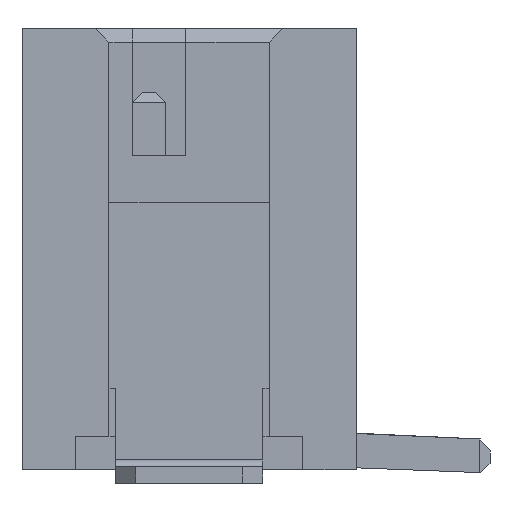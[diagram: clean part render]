
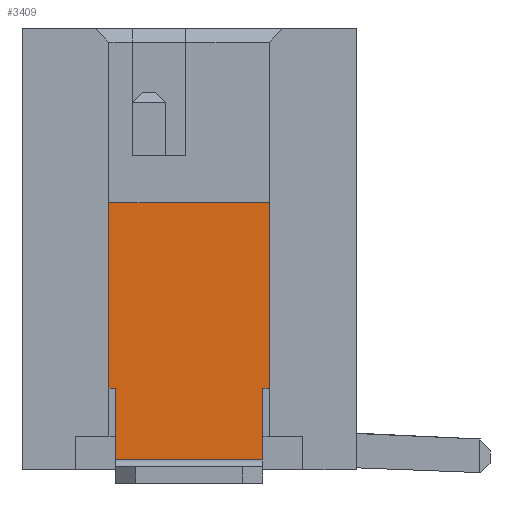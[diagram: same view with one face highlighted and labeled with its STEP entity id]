
A CAD part, left-side view. The second image highlights one B-rep face of the part: STEP entity #3409.
In plain terms, the highlighted planar face has unit normal (-1, 0, 0).
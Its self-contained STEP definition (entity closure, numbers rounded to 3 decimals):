
#23 = CARTESIAN_POINT ( 'NONE',  ( -1.938, 5.25, 6.973 ) ) ;
#478 = ORIENTED_EDGE ( 'NONE', *, *, #9241, .T. ) ;
#564 = CARTESIAN_POINT ( 'NONE',  ( -1.938, 7.55, 8.196 ) ) ;
#577 = CARTESIAN_POINT ( 'NONE',  ( -1.938, 5.35, 7.473 ) ) ;
#733 = ORIENTED_EDGE ( 'NONE', *, *, #2062, .T. ) ;
#767 = LINE ( 'NONE', #577, #2688 ) ;
#773 = VECTOR ( 'NONE', #3194, 1000. ) ;
#794 = ORIENTED_EDGE ( 'NONE', *, *, #1752, .F. ) ;
#823 = LINE ( 'NONE', #8464, #1068 ) ;
#834 = DIRECTION ( 'NONE',  ( 0., 0., -1. ) ) ;
#863 = CARTESIAN_POINT ( 'NONE',  ( -1.938, 7.55, 7.123 ) ) ;
#1068 = VECTOR ( 'NONE', #4579, 1000. ) ;
#1195 = ORIENTED_EDGE ( 'NONE', *, *, #3907, .T. ) ;
#1276 = LINE ( 'NONE', #9480, #773 ) ;
#1358 = DIRECTION ( 'NONE',  ( 0., 0., -1. ) ) ;
#1398 = AXIS2_PLACEMENT_3D ( 'NONE', #23, #5654, #834 ) ;
#1752 = EDGE_CURVE ( 'NONE', #8679, #2615, #767, .T. ) ;
#1837 = LINE ( 'NONE', #5786, #3738 ) ;
#1885 = VERTEX_POINT ( 'NONE', #863 ) ;
#2062 = EDGE_CURVE ( 'NONE', #7237, #10001, #1276, .T. ) ;
#2212 = LINE ( 'NONE', #7065, #6459 ) ;
#2331 = EDGE_LOOP ( 'NONE', ( #2713, #478, #794, #10011, #733, #1195, #6126, #3114 ) ) ;
#2615 = VERTEX_POINT ( 'NONE', #9583 ) ;
#2688 = VECTOR ( 'NONE', #1358, 1000. ) ;
#2713 = ORIENTED_EDGE ( 'NONE', *, *, #4432, .T. ) ;
#2950 = LINE ( 'NONE', #8116, #9255 ) ;
#3010 = FACE_OUTER_BOUND ( 'NONE', #2331, .T. ) ;
#3114 = ORIENTED_EDGE ( 'NONE', *, *, #9424, .F. ) ;
#3194 = DIRECTION ( 'NONE',  ( 0., 0., 1. ) ) ;
#3293 = CARTESIAN_POINT ( 'NONE',  ( -1.938, 5.25, 8.196 ) ) ;
#3409 = ADVANCED_FACE ( 'NONE', ( #3010 ), #9520, .F. ) ;
#3636 = CARTESIAN_POINT ( 'NONE',  ( -1.938, 5.35, 7.123 ) ) ;
#3738 = VECTOR ( 'NONE', #9686, 1000. ) ;
#3907 = EDGE_CURVE ( 'NONE', #10001, #5304, #2950, .T. ) ;
#4243 = DIRECTION ( 'NONE',  ( 0., 1., 0. ) ) ;
#4432 = EDGE_CURVE ( 'NONE', #8906, #1885, #2212, .T. ) ;
#4446 = DIRECTION ( 'NONE',  ( 0., -1., 0. ) ) ;
#4579 = DIRECTION ( 'NONE',  ( 0., 0., 1. ) ) ;
#4582 = DIRECTION ( 'NONE',  ( 0., 1., 0. ) ) ;
#4843 = VECTOR ( 'NONE', #4446, 1000. ) ;
#5304 = VERTEX_POINT ( 'NONE', #7782 ) ;
#5654 = DIRECTION ( 'NONE',  ( 1., 0., 0. ) ) ;
#5786 = CARTESIAN_POINT ( 'NONE',  ( -1.938, 5.35, 8.196 ) ) ;
#5824 = CARTESIAN_POINT ( 'NONE',  ( -1.938, 5.35, 8.196 ) ) ;
#6126 = ORIENTED_EDGE ( 'NONE', *, *, #8221, .F. ) ;
#6171 = LINE ( 'NONE', #8466, #9853 ) ;
#6459 = VECTOR ( 'NONE', #7826, 1000. ) ;
#6898 = LINE ( 'NONE', #3636, #4843 ) ;
#7065 = CARTESIAN_POINT ( 'NONE',  ( -1.938, 7.55, 7.473 ) ) ;
#7237 = VERTEX_POINT ( 'NONE', #3293 ) ;
#7266 = EDGE_CURVE ( 'NONE', #7237, #8679, #1837, .T. ) ;
#7673 = CARTESIAN_POINT ( 'NONE',  ( -1.938, 5.25, 10.973 ) ) ;
#7782 = CARTESIAN_POINT ( 'NONE',  ( -1.938, 7.65, 10.973 ) ) ;
#7826 = DIRECTION ( 'NONE',  ( 0., 0., -1. ) ) ;
#8116 = CARTESIAN_POINT ( 'NONE',  ( -1.938, 5.25, 10.973 ) ) ;
#8221 = EDGE_CURVE ( 'NONE', #9232, #5304, #823, .T. ) ;
#8464 = CARTESIAN_POINT ( 'NONE',  ( -1.938, 7.65, 6.973 ) ) ;
#8466 = CARTESIAN_POINT ( 'NONE',  ( -1.938, 7.55, 8.196 ) ) ;
#8679 = VERTEX_POINT ( 'NONE', #5824 ) ;
#8906 = VERTEX_POINT ( 'NONE', #564 ) ;
#9155 = CARTESIAN_POINT ( 'NONE',  ( -1.938, 7.65, 8.196 ) ) ;
#9232 = VERTEX_POINT ( 'NONE', #9155 ) ;
#9241 = EDGE_CURVE ( 'NONE', #1885, #2615, #6898, .T. ) ;
#9255 = VECTOR ( 'NONE', #4243, 1000. ) ;
#9424 = EDGE_CURVE ( 'NONE', #8906, #9232, #6171, .T. ) ;
#9480 = CARTESIAN_POINT ( 'NONE',  ( -1.938, 5.25, 6.973 ) ) ;
#9520 = PLANE ( 'NONE',  #1398 ) ;
#9583 = CARTESIAN_POINT ( 'NONE',  ( -1.938, 5.35, 7.123 ) ) ;
#9686 = DIRECTION ( 'NONE',  ( 0., 1., 0. ) ) ;
#9853 = VECTOR ( 'NONE', #4582, 1000. ) ;
#10001 = VERTEX_POINT ( 'NONE', #7673 ) ;
#10011 = ORIENTED_EDGE ( 'NONE', *, *, #7266, .F. ) ;
